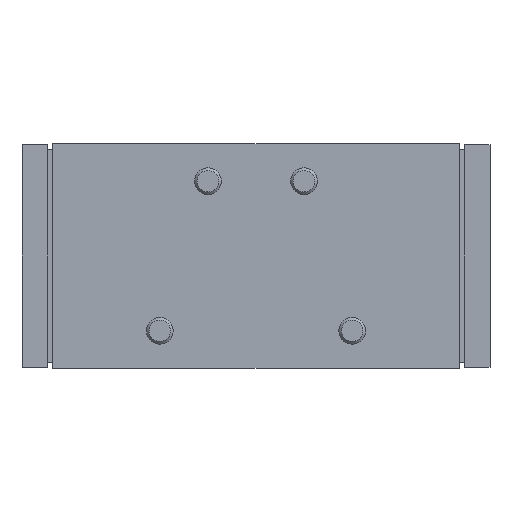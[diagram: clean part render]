
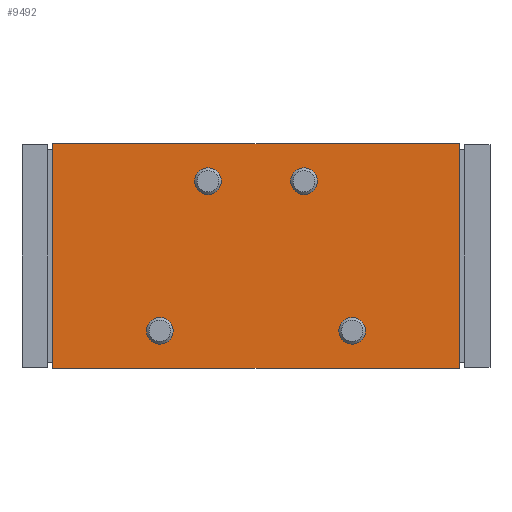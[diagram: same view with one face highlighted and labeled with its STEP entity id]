
A CAD part, front view. The second image highlights one B-rep face of the part: STEP entity #9492.
In plain terms, the highlighted planar face has unit normal (0, -1, 0).
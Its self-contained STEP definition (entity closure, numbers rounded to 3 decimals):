
#238=LINE('',#12896,#872);
#276=LINE('',#13148,#910);
#279=LINE('',#13161,#913);
#280=LINE('',#13162,#914);
#872=VECTOR('',#10764,1000.);
#910=VECTOR('',#10916,1000.);
#913=VECTOR('',#10929,1000.);
#914=VECTOR('',#10930,1000.);
#1441=PLANE('',#9979);
#1761=CIRCLE('',#9980,2.5);
#1762=CIRCLE('',#9981,2.5);
#1763=CIRCLE('',#9982,2.5);
#1764=CIRCLE('',#9983,2.5);
#2213=ORIENTED_EDGE('',*,*,#4195,.F.);
#2214=ORIENTED_EDGE('',*,*,#4196,.F.);
#2215=ORIENTED_EDGE('',*,*,#4197,.F.);
#2216=ORIENTED_EDGE('',*,*,#4198,.F.);
#2217=ORIENTED_EDGE('',*,*,#4192,.T.);
#2218=ORIENTED_EDGE('',*,*,#4199,.T.);
#2219=ORIENTED_EDGE('',*,*,#4106,.F.);
#2220=ORIENTED_EDGE('',*,*,#4200,.F.);
#4106=EDGE_CURVE('',#5104,#5105,#238,.T.);
#4192=EDGE_CURVE('',#5162,#5161,#276,.T.);
#4195=EDGE_CURVE('',#5163,#5163,#1761,.F.);
#4196=EDGE_CURVE('',#5164,#5164,#1762,.F.);
#4197=EDGE_CURVE('',#5165,#5165,#1763,.F.);
#4198=EDGE_CURVE('',#5166,#5166,#1764,.F.);
#4199=EDGE_CURVE('',#5161,#5105,#279,.T.);
#4200=EDGE_CURVE('',#5162,#5104,#280,.T.);
#5104=VERTEX_POINT('',#12895);
#5105=VERTEX_POINT('',#12897);
#5161=VERTEX_POINT('',#13147);
#5162=VERTEX_POINT('',#13149);
#5163=VERTEX_POINT('',#13154);
#5164=VERTEX_POINT('',#13156);
#5165=VERTEX_POINT('',#13158);
#5166=VERTEX_POINT('',#13160);
#5746=EDGE_LOOP('',(#2213));
#5747=EDGE_LOOP('',(#2214));
#5748=EDGE_LOOP('',(#2215));
#5749=EDGE_LOOP('',(#2216));
#5750=EDGE_LOOP('',(#2217,#2218,#2219,#2220));
#6210=FACE_BOUND('',#5746,.T.);
#6211=FACE_BOUND('',#5747,.T.);
#6212=FACE_BOUND('',#5748,.T.);
#6213=FACE_BOUND('',#5749,.T.);
#6214=FACE_BOUND('',#5750,.T.);
#9492=ADVANCED_FACE('',(#6210,#6211,#6212,#6213,#6214),#1441,.F.);
#9979=AXIS2_PLACEMENT_3D('',#13152,#10919,#10920);
#9980=AXIS2_PLACEMENT_3D('',#13153,#10921,#10922);
#9981=AXIS2_PLACEMENT_3D('',#13155,#10923,#10924);
#9982=AXIS2_PLACEMENT_3D('',#13157,#10925,#10926);
#9983=AXIS2_PLACEMENT_3D('',#13159,#10927,#10928);
#10764=DIRECTION('',(-1.,0.,0.));
#10916=DIRECTION('',(-1.,0.,0.));
#10919=DIRECTION('',(0.,1.,0.));
#10920=DIRECTION('',(0.,0.,1.));
#10921=DIRECTION('',(0.,1.,0.));
#10922=DIRECTION('',(0.,0.,1.));
#10923=DIRECTION('',(0.,1.,0.));
#10924=DIRECTION('',(0.,0.,1.));
#10925=DIRECTION('',(0.,1.,0.));
#10926=DIRECTION('',(0.,0.,1.));
#10927=DIRECTION('',(0.,1.,0.));
#10928=DIRECTION('',(0.,0.,1.));
#10929=DIRECTION('',(0.,0.,-1.));
#10930=DIRECTION('',(0.,0.,-1.));
#12895=CARTESIAN_POINT('',(38.,0.,-21.));
#12896=CARTESIAN_POINT('',(43.8,0.,-21.));
#12897=CARTESIAN_POINT('',(-38.,0.,-21.));
#13147=CARTESIAN_POINT('',(-38.,0.,21.));
#13148=CARTESIAN_POINT('',(43.8,0.,21.));
#13149=CARTESIAN_POINT('',(38.,0.,21.));
#13152=CARTESIAN_POINT('',(43.8,0.,21.));
#13153=CARTESIAN_POINT('',(9.,0.,14.));
#13154=CARTESIAN_POINT('',(9.,0.,16.5));
#13155=CARTESIAN_POINT('',(-9.,0.,14.));
#13156=CARTESIAN_POINT('',(-9.,0.,16.5));
#13157=CARTESIAN_POINT('',(18.,0.,-14.));
#13158=CARTESIAN_POINT('',(18.,0.,-11.5));
#13159=CARTESIAN_POINT('',(-18.,0.,-14.));
#13160=CARTESIAN_POINT('',(-18.,0.,-11.5));
#13161=CARTESIAN_POINT('',(-38.,0.,21.));
#13162=CARTESIAN_POINT('',(38.,0.,21.));
